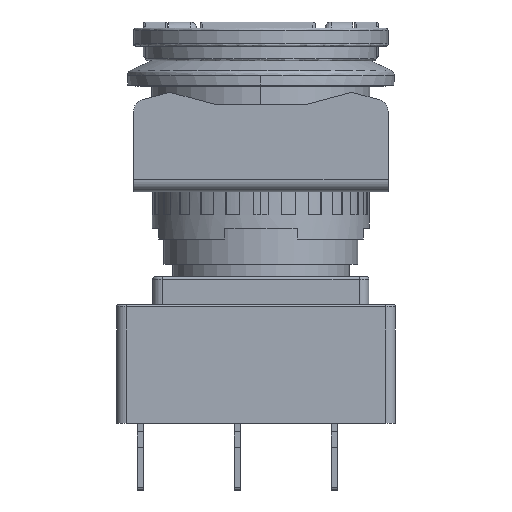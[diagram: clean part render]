
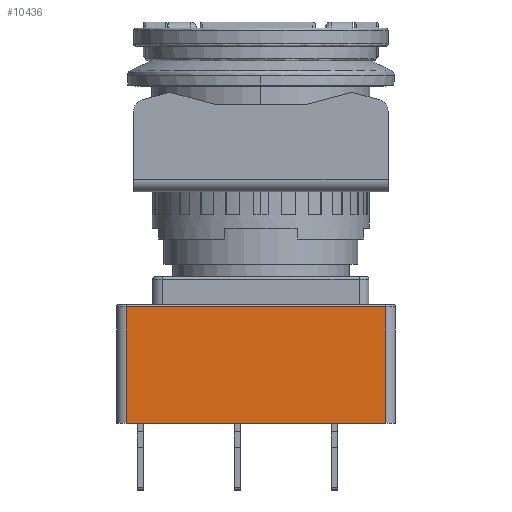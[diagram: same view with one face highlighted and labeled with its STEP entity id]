
A CAD part, front view. The second image highlights one B-rep face of the part: STEP entity #10436.
In plain terms, the highlighted planar face has unit normal (0, -1, 0).
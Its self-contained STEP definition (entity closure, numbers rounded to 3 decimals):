
#931 = PLANE ( 'NONE',  #12488 ) ;
#1874 = EDGE_CURVE ( 'NONE', #13333, #24460, #15977, .T. ) ;
#3829 = VECTOR ( 'NONE', #12923, 1000. ) ;
#3925 = CARTESIAN_POINT ( 'NONE',  ( 10.3, -11.9, 9.6 ) ) ;
#4089 = VERTEX_POINT ( 'NONE', #21265 ) ;
#4275 = DIRECTION ( 'NONE',  ( 0., 0., -1. ) ) ;
#4734 = LINE ( 'NONE', #12394, #19640 ) ;
#4950 = DIRECTION ( 'NONE',  ( 0., 1., 0. ) ) ;
#5256 = CARTESIAN_POINT ( 'NONE',  ( -0.4, -11.9, 9.6 ) ) ;
#5609 = EDGE_CURVE ( 'NONE', #21312, #4089, #13833, .T. ) ;
#6451 = DIRECTION ( 'NONE',  ( 0., 0., 1. ) ) ;
#7984 = ORIENTED_EDGE ( 'NONE', *, *, #8914, .T. ) ;
#8407 = ORIENTED_EDGE ( 'NONE', *, *, #1874, .F. ) ;
#8914 = EDGE_CURVE ( 'NONE', #13333, #4089, #4734, .T. ) ;
#9732 = EDGE_LOOP ( 'NONE', ( #10136, #8407, #7984, #15022 ) ) ;
#10136 = ORIENTED_EDGE ( 'NONE', *, *, #24825, .F. ) ;
#10436 = ADVANCED_FACE ( 'NONE', ( #18124 ), #931, .F. ) ;
#12394 = CARTESIAN_POINT ( 'NONE',  ( -0.4, -11.9, 0. ) ) ;
#12488 = AXIS2_PLACEMENT_3D ( 'NONE', #22166, #4950, #12604 ) ;
#12604 = DIRECTION ( 'NONE',  ( 0., 0., 1. ) ) ;
#12923 = DIRECTION ( 'NONE',  ( 1., 0., 0. ) ) ;
#13333 = VERTEX_POINT ( 'NONE', #21628 ) ;
#13833 = LINE ( 'NONE', #21478, #16298 ) ;
#15022 = ORIENTED_EDGE ( 'NONE', *, *, #5609, .F. ) ;
#15977 = LINE ( 'NONE', #23664, #17497 ) ;
#16298 = VECTOR ( 'NONE', #4275, 1000. ) ;
#17497 = VECTOR ( 'NONE', #6451, 1000. ) ;
#18124 = FACE_OUTER_BOUND ( 'NONE', #9732, .T. ) ;
#19640 = VECTOR ( 'NONE', #20054, 1000. ) ;
#20026 = CARTESIAN_POINT ( 'NONE',  ( -11.1, -11.9, 9.6 ) ) ;
#20054 = DIRECTION ( 'NONE',  ( 1., 0., 0. ) ) ;
#21265 = CARTESIAN_POINT ( 'NONE',  ( 10.3, -11.9, 0. ) ) ;
#21312 = VERTEX_POINT ( 'NONE', #3925 ) ;
#21478 = CARTESIAN_POINT ( 'NONE',  ( 10.3, -11.9, 4.8 ) ) ;
#21628 = CARTESIAN_POINT ( 'NONE',  ( -11.1, -11.9, 0. ) ) ;
#22166 = CARTESIAN_POINT ( 'NONE',  ( -11.1, -11.9, 0. ) ) ;
#22476 = LINE ( 'NONE', #5256, #3829 ) ;
#23664 = CARTESIAN_POINT ( 'NONE',  ( -11.1, -11.9, 4.8 ) ) ;
#24460 = VERTEX_POINT ( 'NONE', #20026 ) ;
#24825 = EDGE_CURVE ( 'NONE', #24460, #21312, #22476, .T. ) ;
